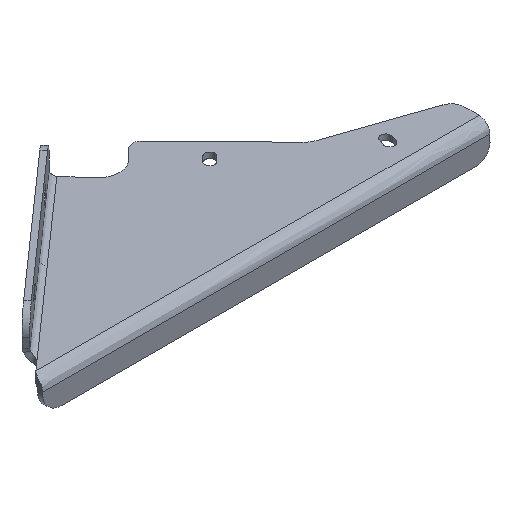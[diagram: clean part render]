
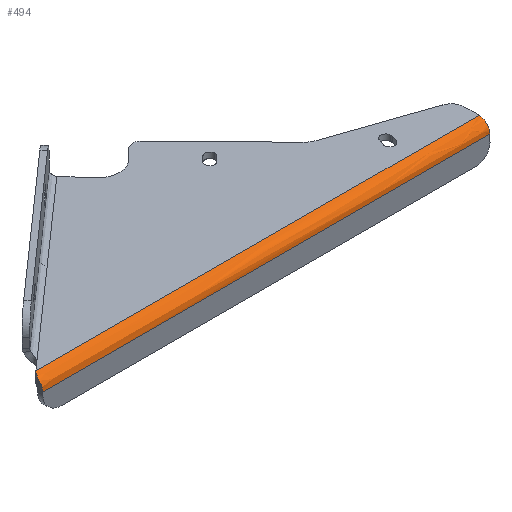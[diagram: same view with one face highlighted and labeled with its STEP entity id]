
A CAD part, isometric view. The second image highlights one B-rep face of the part: STEP entity #494.
In plain terms, the highlighted free-form (B-spline) face has degree [1, 3] with [2, 4] control points.
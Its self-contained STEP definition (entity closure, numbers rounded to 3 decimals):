
#1 = CARTESIAN_POINT ( 'NONE',  ( 1407.042, 706.792, 5.482 ) ) ;
#13 = CARTESIAN_POINT ( 'NONE',  ( 1406.764, 706.236, 5.299 ) ) ;
#32 = CARTESIAN_POINT ( 'NONE',  ( 1406.125, 704.656, 4.6 ) ) ;
#126 = ORIENTED_EDGE ( 'NONE', *, *, #1577, .F. ) ;
#132 = B_SPLINE_CURVE_WITH_KNOTS ( 'NONE', 1,
 ( #1508, #589 ),
 .UNSPECIFIED., .F., .F.,
 ( 2, 2 ),
 ( -1., 0. ),
 .UNSPECIFIED. ) ;
#134 = CARTESIAN_POINT ( 'NONE',  ( 1405.363, 698.501, -3.366 ) ) ;
#189 = ORIENTED_EDGE ( 'NONE', *, *, #1844, .F. ) ;
#190 = CARTESIAN_POINT ( 'NONE',  ( 1406.033, 704.384, 4.451 ) ) ;
#209 = CARTESIAN_POINT ( 'NONE',  ( 1895.109, 698.282, -6. ) ) ;
#225 = CARTESIAN_POINT ( 'NONE',  ( 1406.502, 705.657, 5.081 ) ) ;
#248 = CARTESIAN_POINT ( 'NONE',  ( 1895.109, 710.282, 6. ) ) ;
#342 = CARTESIAN_POINT ( 'NONE',  ( 1405.364, 700.792, 1.345 ) ) ;
#360 = CARTESIAN_POINT ( 'NONE',  ( 1409.557, 710.282, 6. ) ) ;
#380 = CARTESIAN_POINT ( 'NONE',  ( 1895.109, 704.27, 4.415 ) ) ;
#389 = CARTESIAN_POINT ( 'NONE',  ( 1895.109, 708.714, 5.923 ) ) ;
#391 = VERTEX_POINT ( 'NONE', #360 ) ;
#392 = CARTESIAN_POINT ( 'NONE',  ( 1406.173, 704.793, 4.671 ) ) ;
#411 = EDGE_CURVE ( 'NONE', #2378, #2288, #850, .T. ) ;
#494 = ADVANCED_FACE ( 'NONE', ( #2269 ), #1194, .F. ) ;
#507 = CARTESIAN_POINT ( 'NONE',  ( 1405.363, 698.282, -6. ) ) ;
#534 = CARTESIAN_POINT ( 'NONE',  ( 1895.109, 698.282, -6. ) ) ;
#538 = CARTESIAN_POINT ( 'NONE',  ( 1407.228, 707.13, 5.579 ) ) ;
#549 = CARTESIAN_POINT ( 'NONE',  ( 1895.109, 706.418, 5.388 ) ) ;
#582 = CARTESIAN_POINT ( 'NONE',  ( 1895.109, 709.494, 6. ) ) ;
#585 = CARTESIAN_POINT ( 'NONE',  ( 1405.74, 703.397, 3.837 ) ) ;
#589 = CARTESIAN_POINT ( 'NONE',  ( 1409.557, 710.282, 6. ) ) ;
#596 = CARTESIAN_POINT ( 'NONE',  ( 1402.424, 698.282, 1.029 ) ) ;
#603 = VERTEX_POINT ( 'NONE', #864 ) ;
#631 = CARTESIAN_POINT ( 'NONE',  ( 1402.424, 710.282, 6. ) ) ;
#650 = CARTESIAN_POINT ( 'NONE',  ( 1405.363, 698.282, -4.683 ) ) ;
#711 = B_SPLINE_CURVE_WITH_KNOTS ( 'NONE', 1,
 ( #1954, #822 ),
 .UNSPECIFIED., .F., .F.,
 ( 2, 2 ),
 ( 0., 1. ),
 .UNSPECIFIED. ) ;
#721 = CARTESIAN_POINT ( 'NONE',  ( 1407.138, 706.971, 5.534 ) ) ;
#723 = ORIENTED_EDGE ( 'NONE', *, *, #1366, .F. ) ;
#747 = CARTESIAN_POINT ( 'NONE',  ( 1405.449, 702.019, 2.746 ) ) ;
#763 = CARTESIAN_POINT ( 'NONE',  ( 1895.109, 699.867, 0.012 ) ) ;
#765 = EDGE_CURVE ( 'NONE', #1318, #826, #1121, .T. ) ;
#822 = CARTESIAN_POINT ( 'NONE',  ( 1405.363, 698.282, -6. ) ) ;
#826 = VERTEX_POINT ( 'NONE', #534 ) ;
#850 = B_SPLINE_CURVE_WITH_KNOTS ( 'NONE', 3,
 ( #1100, #1687, #747, #1863, #585, #2062, #1505, #190, #948, #2245, #32, #1854, #1493, #392, #1834, #1874, #225, #13, #1479, #1846, #1, #1645, #721, #1133, #2379, #2196, #538, #916, #928, #2223 ),
 .UNSPECIFIED., .F., .F.,
 ( 4, 2, 2, 2, 2, 2, 2, 2, 2, 2, 2, 2, 2, 2, 4 ),
 ( 0., 0.25, 0.375, 0.438, 0.469, 0.484, 0.492, 0.5, 0.625, 0.688, 0.719, 0.734, 0.742, 0.75, 1. ),
 .UNSPECIFIED. ) ;
#864 = CARTESIAN_POINT ( 'NONE',  ( 1405.363, 698.282, -6. ) ) ;
#901 = CARTESIAN_POINT ( 'NONE',  ( 1895.109, 698.894, -2.136 ) ) ;
#912 = CARTESIAN_POINT ( 'NONE',  ( 1895.109, 701.24, 1.928 ) ) ;
#916 = CARTESIAN_POINT ( 'NONE',  ( 1407.53, 707.659, 5.722 ) ) ;
#928 = CARTESIAN_POINT ( 'NONE',  ( 1408.032, 708.383, 5.887 ) ) ;
#936 = CARTESIAN_POINT ( 'NONE',  ( 1895.109, 699.497, -0.68 ) ) ;
#948 = CARTESIAN_POINT ( 'NONE',  ( 1406.063, 704.475, 4.502 ) ) ;
#1084 = CARTESIAN_POINT ( 'NONE',  ( 1895.109, 700.742, 1.322 ) ) ;
#1097 = CARTESIAN_POINT ( 'NONE',  ( 1895.109, 698.359, -4.432 ) ) ;
#1100 = CARTESIAN_POINT ( 'NONE',  ( 1405.364, 700.792, 1.345 ) ) ;
#1117 = CARTESIAN_POINT ( 'NONE',  ( 1895.109, 698.666, -2.886 ) ) ;
#1121 = B_SPLINE_CURVE_WITH_KNOTS ( 'NONE', 3,
 ( #1500, #582, #389, #2375, #549, #2036, #380, #1999, #2220, #912, #1084, #763, #936, #901, #1117, #1097, #1130, #209 ),
 .UNSPECIFIED., .F., .F.,
 ( 4, 2, 2, 2, 2, 2, 2, 2, 4 ),
 ( 0., 0.196, 0.393, 0.589, 0.785, 0.982, 1.178, 1.374, 1.571 ),
 .UNSPECIFIED. ) ;
#1130 = CARTESIAN_POINT ( 'NONE',  ( 1895.109, 698.282, -5.212 ) ) ;
#1133 = CARTESIAN_POINT ( 'NONE',  ( 1407.175, 707.037, 5.553 ) ) ;
#1166 = ORIENTED_EDGE ( 'NONE', *, *, #411, .F. ) ;
#1170 = CARTESIAN_POINT ( 'NONE',  ( 1895.109, 703.253, 6. ) ) ;
#1171 = CARTESIAN_POINT ( 'NONE',  ( 1409.287, 709.964, 6. ) ) ;
#1194 =( BOUNDED_SURFACE ( )  B_SPLINE_SURFACE ( 1, 3, ( 
 ( #1528, #1335, #1170, #248 ),
 ( #1933, #596, #1375, #631 ) ),
 .UNSPECIFIED., .F., .F., .F. ) 
 B_SPLINE_SURFACE_WITH_KNOTS ( ( 2, 2 ),
 ( 4, 4 ),
 ( 0., 1. ),
 ( 0., 1. ),
 .UNSPECIFIED. ) 
 GEOMETRIC_REPRESENTATION_ITEM ( )  RATIONAL_B_SPLINE_SURFACE ( (
 ( 1., 0.805, 0.805, 1.),
 ( 1., 0.805, 0.805, 1.) ) ) 
 REPRESENTATION_ITEM ( '' )  SURFACE ( )  );
#1203 = CARTESIAN_POINT ( 'NONE',  ( 1409.557, 710.282, 6. ) ) ;
#1318 = VERTEX_POINT ( 'NONE', #1544 ) ;
#1326 = EDGE_CURVE ( 'NONE', #1318, #391, #132, .T. ) ;
#1335 = CARTESIAN_POINT ( 'NONE',  ( 1895.109, 698.282, 1.029 ) ) ;
#1366 = EDGE_CURVE ( 'NONE', #826, #603, #711, .T. ) ;
#1375 = CARTESIAN_POINT ( 'NONE',  ( 1402.424, 703.253, 6. ) ) ;
#1409 = CARTESIAN_POINT ( 'NONE',  ( 1408.747, 709.33, 5.962 ) ) ;
#1479 = CARTESIAN_POINT ( 'NONE',  ( 1406.854, 706.425, 5.365 ) ) ;
#1493 = CARTESIAN_POINT ( 'NONE',  ( 1406.157, 704.748, 4.648 ) ) ;
#1500 = CARTESIAN_POINT ( 'NONE',  ( 1895.109, 710.282, 6. ) ) ;
#1505 = CARTESIAN_POINT ( 'NONE',  ( 1405.945, 704.112, 4.295 ) ) ;
#1508 = CARTESIAN_POINT ( 'NONE',  ( 1895.109, 710.282, 6. ) ) ;
#1528 = CARTESIAN_POINT ( 'NONE',  ( 1895.109, 698.282, -6. ) ) ;
#1544 = CARTESIAN_POINT ( 'NONE',  ( 1895.109, 710.282, 6. ) ) ;
#1577 = EDGE_CURVE ( 'NONE', #2288, #391, #2267, .T. ) ;
#1584 = CARTESIAN_POINT ( 'NONE',  ( 1405.364, 699.353, -0.872 ) ) ;
#1613 = ORIENTED_EDGE ( 'NONE', *, *, #1326, .T. ) ;
#1645 = CARTESIAN_POINT ( 'NONE',  ( 1407.114, 706.926, 5.521 ) ) ;
#1678 = EDGE_LOOP ( 'NONE', ( #1166, #189, #723, #1795, #1613, #126 ) ) ;
#1687 = CARTESIAN_POINT ( 'NONE',  ( 1405.375, 701.372, 2.093 ) ) ;
#1728 = CARTESIAN_POINT ( 'NONE',  ( 1408.747, 709.33, 5.962 ) ) ;
#1795 = ORIENTED_EDGE ( 'NONE', *, *, #765, .F. ) ;
#1829 = CARTESIAN_POINT ( 'NONE',  ( 1405.364, 700.792, 1.345 ) ) ;
#1834 = CARTESIAN_POINT ( 'NONE',  ( 1406.181, 704.813, 4.681 ) ) ;
#1844 = EDGE_CURVE ( 'NONE', #603, #2378, #2037, .T. ) ;
#1846 = CARTESIAN_POINT ( 'NONE',  ( 1406.994, 706.701, 5.454 ) ) ;
#1854 = CARTESIAN_POINT ( 'NONE',  ( 1406.149, 704.725, 4.636 ) ) ;
#1863 = CARTESIAN_POINT ( 'NONE',  ( 1405.656, 703.045, 3.583 ) ) ;
#1874 = CARTESIAN_POINT ( 'NONE',  ( 1406.34, 705.253, 4.906 ) ) ;
#1933 = CARTESIAN_POINT ( 'NONE',  ( 1402.424, 698.282, -6. ) ) ;
#1954 = CARTESIAN_POINT ( 'NONE',  ( 1895.109, 698.282, -6. ) ) ;
#1999 = CARTESIAN_POINT ( 'NONE',  ( 1895.109, 702.96, 3.54 ) ) ;
#2036 = CARTESIAN_POINT ( 'NONE',  ( 1895.109, 704.962, 4.785 ) ) ;
#2037 = B_SPLINE_CURVE_WITH_KNOTS ( 'NONE', 3,
 ( #507, #650, #134, #1584, #2177, #342 ),
 .UNSPECIFIED., .F., .F.,
 ( 4, 2, 4 ),
 ( 0., 0.5, 1. ),
 .UNSPECIFIED. ) ;
#2062 = CARTESIAN_POINT ( 'NONE',  ( 1405.891, 703.932, 4.185 ) ) ;
#2122 = CARTESIAN_POINT ( 'NONE',  ( 1409.017, 709.647, 5.987 ) ) ;
#2177 = CARTESIAN_POINT ( 'NONE',  ( 1405.364, 699.986, 0.303 ) ) ;
#2196 = CARTESIAN_POINT ( 'NONE',  ( 1407.212, 707.103, 5.571 ) ) ;
#2220 = CARTESIAN_POINT ( 'NONE',  ( 1895.109, 702.354, 3.042 ) ) ;
#2223 = CARTESIAN_POINT ( 'NONE',  ( 1408.747, 709.33, 5.962 ) ) ;
#2245 = CARTESIAN_POINT ( 'NONE',  ( 1406.109, 704.611, 4.576 ) ) ;
#2267 = B_SPLINE_CURVE_WITH_KNOTS ( 'NONE', 3,
 ( #1728, #2122, #1171, #1203 ),
 .UNSPECIFIED., .F., .F.,
 ( 4, 4 ),
 ( 0., 1. ),
 .UNSPECIFIED. ) ;
#2269 = FACE_OUTER_BOUND ( 'NONE', #1678, .T. ) ;
#2288 = VERTEX_POINT ( 'NONE', #1409 ) ;
#2375 = CARTESIAN_POINT ( 'NONE',  ( 1895.109, 707.168, 5.616 ) ) ;
#2378 = VERTEX_POINT ( 'NONE', #1829 ) ;
#2379 = CARTESIAN_POINT ( 'NONE',  ( 1407.187, 707.059, 5.559 ) ) ;
